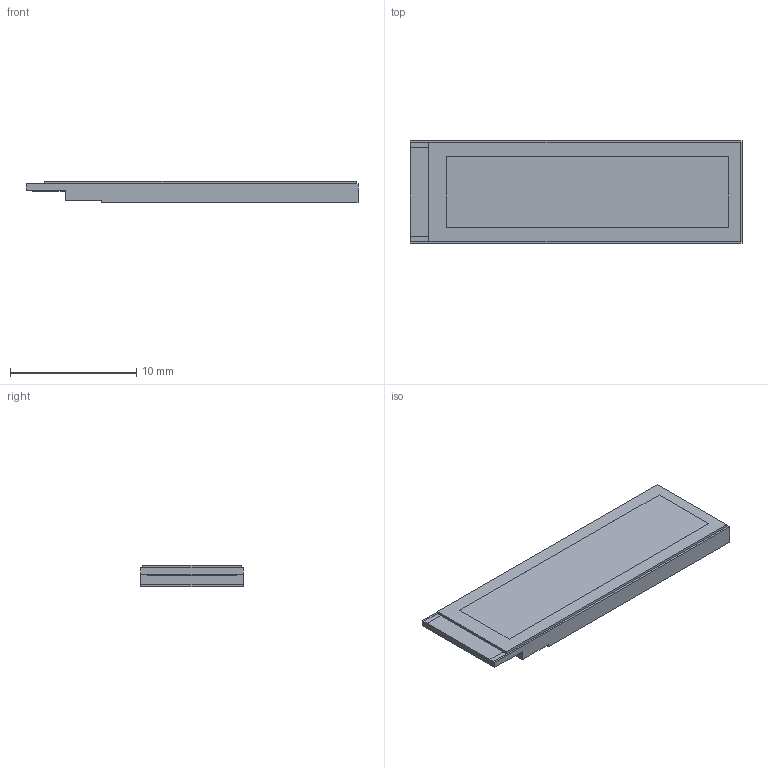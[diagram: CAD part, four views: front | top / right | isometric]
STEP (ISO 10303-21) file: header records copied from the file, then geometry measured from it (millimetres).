
FILE_DESCRIPTION(('FreeCAD Model'),'2;1');
FILE_NAME('Open CASCADE Shape Model','2024-12-22T22:06:01',(''),(''), 'Open CASCADE STEP processor 7.8','FreeCAD','Unknown');
FILE_SCHEMA(('AUTOMOTIVE_DESIGN { 1 0 10303 214 1 1 1 1 }'));
Length unit declared in the file: millimetre
Products named in the file (4): bare-oled; TFT_Display_0_69_96x16_sp; TFT_Display_0_69_96x16_sp003; TFT_Display_0_69_96x16_sp001
Assembly tree (3 placements, depth 2):
  bare-oled
    TFT_Display_0_69_96x16_sp
    TFT_Display_0_69_96x16_sp003
    TFT_Display_0_69_96x16_sp001
Bounding box: 26.3 x 8.1 x 1.7 mm (x, y, z)
Volume: 329.8 mm3; surface area: 955.1 mm2
Topology: 3 solids, 3 shells, 35 faces, 84 edges, 56 vertices
Faces by surface type: plane 35
Entity records: 1090 total; most frequent: CARTESIAN_POINT 179, ORIENTED_EDGE 168, DIRECTION 162, EDGE_CURVE 84, LINE 84, VECTOR 84, VERTEX_POINT 56, AXIS2_PLACEMENT_3D 39
